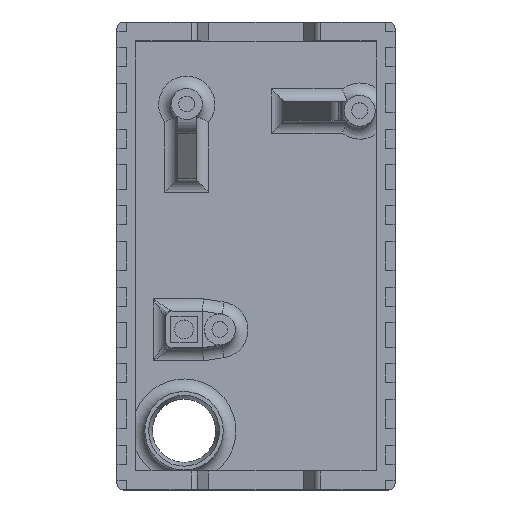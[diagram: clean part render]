
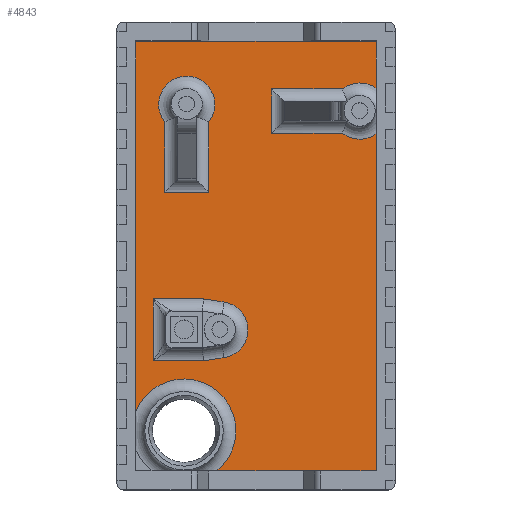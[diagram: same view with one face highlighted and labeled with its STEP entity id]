
A CAD part, top view. The second image highlights one B-rep face of the part: STEP entity #4843.
In plain terms, the highlighted planar face has unit normal (0, 0, 1).
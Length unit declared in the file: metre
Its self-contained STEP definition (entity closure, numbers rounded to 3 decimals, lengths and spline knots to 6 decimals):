
#74=CIRCLE('',#5130,0.00445);
#75=CIRCLE('',#5131,0.00445);
#76=CIRCLE('',#5132,0.0082);
#77=CIRCLE('',#5133,0.00445);
#78=CIRCLE('',#5134,0.00445);
#130=ORIENTED_EDGE('',*,*,#1548,.T.);
#131=ORIENTED_EDGE('',*,*,#1549,.T.);
#132=ORIENTED_EDGE('',*,*,#1550,.T.);
#133=ORIENTED_EDGE('',*,*,#1551,.T.);
#134=ORIENTED_EDGE('',*,*,#1552,.T.);
#135=ORIENTED_EDGE('',*,*,#1553,.T.);
#136=ORIENTED_EDGE('',*,*,#1554,.T.);
#137=ORIENTED_EDGE('',*,*,#1555,.T.);
#138=ORIENTED_EDGE('',*,*,#1556,.T.);
#139=ORIENTED_EDGE('',*,*,#1557,.T.);
#140=ORIENTED_EDGE('',*,*,#1558,.F.);
#141=ORIENTED_EDGE('',*,*,#1559,.T.);
#142=ORIENTED_EDGE('',*,*,#1560,.F.);
#143=ORIENTED_EDGE('',*,*,#1561,.T.);
#144=ORIENTED_EDGE('',*,*,#1562,.T.);
#145=ORIENTED_EDGE('',*,*,#1563,.T.);
#146=ORIENTED_EDGE('',*,*,#1564,.T.);
#147=ORIENTED_EDGE('',*,*,#1565,.T.);
#148=ORIENTED_EDGE('',*,*,#1566,.T.);
#149=ORIENTED_EDGE('',*,*,#1567,.T.);
#150=ORIENTED_EDGE('',*,*,#1568,.T.);
#1548=EDGE_CURVE('',#2257,#2258,#2729,.T.);
#1549=EDGE_CURVE('',#2258,#2259,#2730,.F.);
#1550=EDGE_CURVE('',#2259,#2260,#2731,.T.);
#1551=EDGE_CURVE('',#2260,#2261,#74,.F.);
#1552=EDGE_CURVE('',#2261,#2262,#2732,.F.);
#1553=EDGE_CURVE('',#2262,#2257,#2733,.T.);
#1554=EDGE_CURVE('',#2263,#2264,#2734,.F.);
#1555=EDGE_CURVE('',#2264,#2265,#2735,.F.);
#1556=EDGE_CURVE('',#2265,#2266,#2736,.T.);
#1557=EDGE_CURVE('',#2266,#2263,#75,.F.);
#1558=EDGE_CURVE('',#2267,#2268,#2737,.T.);
#1559=EDGE_CURVE('',#2267,#2269,#76,.F.);
#1560=EDGE_CURVE('',#2270,#2269,#2738,.T.);
#1561=EDGE_CURVE('',#2270,#2271,#2739,.T.);
#1562=EDGE_CURVE('',#2271,#2272,#77,.F.);
#1563=EDGE_CURVE('',#2272,#2273,#2740,.T.);
#1564=EDGE_CURVE('',#2273,#2274,#2741,.T.);
#1565=EDGE_CURVE('',#2274,#2275,#2742,.F.);
#1566=EDGE_CURVE('',#2275,#2276,#78,.F.);
#1567=EDGE_CURVE('',#2276,#2277,#2743,.T.);
#1568=EDGE_CURVE('',#2277,#2268,#2744,.T.);
#2257=VERTEX_POINT('',#6783);
#2258=VERTEX_POINT('',#6784);
#2259=VERTEX_POINT('',#6786);
#2260=VERTEX_POINT('',#6788);
#2261=VERTEX_POINT('',#6790);
#2262=VERTEX_POINT('',#6792);
#2263=VERTEX_POINT('',#6795);
#2264=VERTEX_POINT('',#6796);
#2265=VERTEX_POINT('',#6798);
#2266=VERTEX_POINT('',#6800);
#2267=VERTEX_POINT('',#6803);
#2268=VERTEX_POINT('',#6804);
#2269=VERTEX_POINT('',#6806);
#2270=VERTEX_POINT('',#6808);
#2271=VERTEX_POINT('',#6810);
#2272=VERTEX_POINT('',#6812);
#2273=VERTEX_POINT('',#6814);
#2274=VERTEX_POINT('',#6816);
#2275=VERTEX_POINT('',#6818);
#2276=VERTEX_POINT('',#6820);
#2277=VERTEX_POINT('',#6822);
#2729=LINE('',#6782,#3361);
#2730=LINE('',#6785,#3362);
#2731=LINE('',#6787,#3363);
#2732=LINE('',#6791,#3364);
#2733=LINE('',#6793,#3365);
#2734=LINE('',#6794,#3366);
#2735=LINE('',#6797,#3367);
#2736=LINE('',#6799,#3368);
#2737=LINE('',#6802,#3369);
#2738=LINE('',#6807,#3370);
#2739=LINE('',#6809,#3371);
#2740=LINE('',#6813,#3372);
#2741=LINE('',#6815,#3373);
#2742=LINE('',#6817,#3374);
#2743=LINE('',#6821,#3375);
#2744=LINE('',#6823,#3376);
#3361=VECTOR('',#5472,1.);
#3362=VECTOR('',#5473,1.);
#3363=VECTOR('',#5474,1.);
#3364=VECTOR('',#5477,1.);
#3365=VECTOR('',#5478,1.);
#3366=VECTOR('',#5479,1.);
#3367=VECTOR('',#5480,1.);
#3368=VECTOR('',#5481,1.);
#3369=VECTOR('',#5484,1.);
#3370=VECTOR('',#5487,1.);
#3371=VECTOR('',#5488,1.);
#3372=VECTOR('',#5491,1.);
#3373=VECTOR('',#5492,1.);
#3374=VECTOR('',#5493,1.);
#3375=VECTOR('',#5496,1.);
#3376=VECTOR('',#5497,1.);
#3993=EDGE_LOOP('',(#130,#131,#132,#133,#134,#135));
#3994=EDGE_LOOP('',(#136,#137,#138,#139));
#3995=EDGE_LOOP('',(#140,#141,#142,#143,#144,#145,#146,#147,#148,#149,#150));
#4302=FACE_BOUND('',#3993,.T.);
#4303=FACE_BOUND('',#3994,.T.);
#4304=FACE_BOUND('',#3995,.T.);
#4611=PLANE('',#5129);
#4843=ADVANCED_FACE('',(#4302,#4303,#4304),#4611,.T.);
#5129=AXIS2_PLACEMENT_3D('',#6781,#5470,#5471);
#5130=AXIS2_PLACEMENT_3D('',#6789,#5475,#5476);
#5131=AXIS2_PLACEMENT_3D('',#6801,#5482,#5483);
#5132=AXIS2_PLACEMENT_3D('',#6805,#5485,#5486);
#5133=AXIS2_PLACEMENT_3D('',#6811,#5489,#5490);
#5134=AXIS2_PLACEMENT_3D('',#6819,#5494,#5495);
#5470=DIRECTION('',(0.,0.,1.));
#5471=DIRECTION('',(1.,0.,0.));
#5472=DIRECTION('',(0.,1.,0.));
#5473=DIRECTION('',(-1.,0.,0.));
#5474=DIRECTION('',(0.989,-0.151,0.));
#5475=DIRECTION('',(0.,0.,1.));
#5476=DIRECTION('',(1.,0.,0.));
#5477=DIRECTION('',(0.989,0.151,0.));
#5478=DIRECTION('',(-1.,0.,0.));
#5479=DIRECTION('',(0.,1.,0.));
#5480=DIRECTION('',(1.,0.,0.));
#5481=DIRECTION('',(0.,1.,0.));
#5482=DIRECTION('',(0.,0.,1.));
#5483=DIRECTION('',(1.,0.,0.));
#5484=DIRECTION('',(0.,1.,0.));
#5485=DIRECTION('',(0.,0.,1.));
#5486=DIRECTION('',(1.,0.,0.));
#5487=DIRECTION('',(-1.,0.,0.));
#5488=DIRECTION('',(0.,1.,0.));
#5489=DIRECTION('',(0.,0.,1.));
#5490=DIRECTION('',(1.,0.,0.));
#5491=DIRECTION('',(-1.,0.,0.));
#5492=DIRECTION('',(0.,1.,0.));
#5493=DIRECTION('',(-1.,0.,0.));
#5494=DIRECTION('',(0.,0.,1.));
#5495=DIRECTION('',(1.,0.,0.));
#5496=DIRECTION('',(0.,1.,0.));
#5497=DIRECTION('',(-1.,0.,0.));
#6781=CARTESIAN_POINT('',(0.,0.,0.003));
#6782=CARTESIAN_POINT('',(-0.016276,-0.008772,0.003));
#6783=CARTESIAN_POINT('',(-0.016276,-0.016572,0.003));
#6784=CARTESIAN_POINT('',(-0.016276,-0.006772,0.003));
#6785=CARTESIAN_POINT('',(0.,-0.006772,0.003));
#6786=CARTESIAN_POINT('',(-0.008324,-0.006772,0.003));
#6787=CARTESIAN_POINT('',(-0.005046,-0.007273,0.003));
#6788=CARTESIAN_POINT('',(-0.005046,-0.007273,0.003));
#6789=CARTESIAN_POINT('',(-0.005718,-0.011672,0.003));
#6790=CARTESIAN_POINT('',(-0.005046,-0.016071,0.003));
#6791=CARTESIAN_POINT('',(0.002285,-0.01495,0.003));
#6792=CARTESIAN_POINT('',(-0.008324,-0.016572,0.003));
#6793=CARTESIAN_POINT('',(-0.014276,-0.016572,0.003));
#6794=CARTESIAN_POINT('',(-0.007452,0.,0.003));
#6795=CARTESIAN_POINT('',(-0.007452,0.021251,0.003));
#6796=CARTESIAN_POINT('',(-0.007452,0.010062,0.003));
#6797=CARTESIAN_POINT('',(0.,0.010062,0.003));
#6798=CARTESIAN_POINT('',(-0.014452,0.010062,0.003));
#6799=CARTESIAN_POINT('',(-0.014452,0.022062,0.003));
#6800=CARTESIAN_POINT('',(-0.014452,0.021251,0.003));
#6801=CARTESIAN_POINT('',(-0.010952,0.023999,0.003));
#6802=CARTESIAN_POINT('',(-0.019,0.,0.003));
#6803=CARTESIAN_POINT('',(-0.019,-0.024622,0.003));
#6804=CARTESIAN_POINT('',(-0.019,0.034,0.003));
#6805=CARTESIAN_POINT('',(-0.011376,-0.027641,0.003));
#6806=CARTESIAN_POINT('',(-0.006199,-0.034,0.003));
#6807=CARTESIAN_POINT('',(0.,-0.034,0.003));
#6808=CARTESIAN_POINT('',(0.019,-0.034,0.003));
#6809=CARTESIAN_POINT('',(0.019,0.,0.003));
#6810=CARTESIAN_POINT('',(0.019,0.019323,0.003));
#6811=CARTESIAN_POINT('',(0.0164,0.022934,0.003));
#6812=CARTESIAN_POINT('',(0.013652,0.019434,0.003));
#6813=CARTESIAN_POINT('',(0.004463,0.019434,0.003));
#6814=CARTESIAN_POINT('',(0.002463,0.019434,0.003));
#6815=CARTESIAN_POINT('',(0.002463,0.024434,0.003));
#6816=CARTESIAN_POINT('',(0.002463,0.026434,0.003));
#6817=CARTESIAN_POINT('',(0.,0.026434,0.003));
#6818=CARTESIAN_POINT('',(0.013652,0.026434,0.003));
#6819=CARTESIAN_POINT('',(0.0164,0.022934,0.003));
#6820=CARTESIAN_POINT('',(0.019,0.026545,0.003));
#6821=CARTESIAN_POINT('',(0.019,0.,0.003));
#6822=CARTESIAN_POINT('',(0.019,0.034,0.003));
#6823=CARTESIAN_POINT('',(0.,0.034,0.003));
